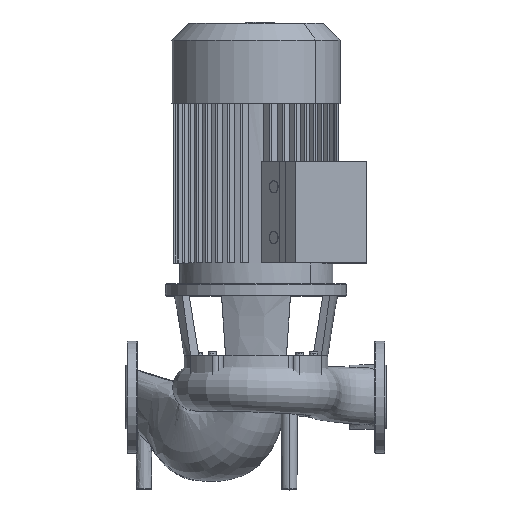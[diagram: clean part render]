
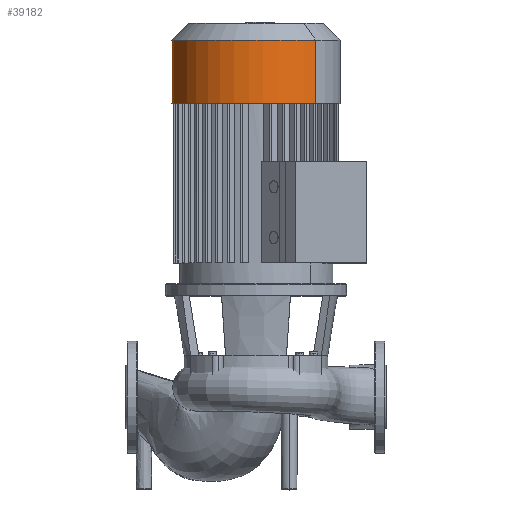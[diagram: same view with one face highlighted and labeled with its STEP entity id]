
A CAD part, top view. The second image highlights one B-rep face of the part: STEP entity #39182.
In plain terms, the highlighted cylindrical face has radius 139.5 mm (diameter 279 mm), a partial arc.
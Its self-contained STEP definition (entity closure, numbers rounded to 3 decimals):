
#33212=CARTESIAN_POINT('',(313.641,485.0,298.641));
#33213=VERTEX_POINT('',#33212);
#33214=CARTESIAN_POINT('',(313.641,589.1,298.641));
#33215=VERTEX_POINT('',#33214);
#33216=CARTESIAN_POINT('',(313.641,485.0,298.641));
#33217=DIRECTION('',(0.0,1.0,0.0));
#33218=VECTOR('',#33217,104.1);
#33219=LINE('',#33216,#33218);
#33220=EDGE_CURVE('',#33213,#33215,#33219,.T.);
#33222=CARTESIAN_POINT('',(116.359,485.0,101.359));
#33223=VERTEX_POINT('',#33222);
#33231=CARTESIAN_POINT('',(116.359,589.1,101.359));
#33232=VERTEX_POINT('',#33231);
#33233=CARTESIAN_POINT('',(116.359,485.0,101.359));
#33234=DIRECTION('',(0.0,1.0,0.0));
#33235=VECTOR('',#33234,104.1);
#33236=LINE('',#33233,#33235);
#33237=EDGE_CURVE('',#33223,#33232,#33236,.T.);
#37297=CARTESIAN_POINT('',(215.,485.0,200.0));
#37298=DIRECTION('',(0.0,1.0,0.0));
#37299=DIRECTION('',(0.707,0.0,0.707));
#37300=AXIS2_PLACEMENT_3D('',#37297,#37298,#37299);
#37301=CIRCLE('',#37300,139.5);
#37302=EDGE_CURVE('',#33223,#33213,#37301,.T.);
#39161=CARTESIAN_POINT('',(215.,589.1,200.0));
#39162=DIRECTION('',(0.0,1.0,0.0));
#39163=DIRECTION('',(0.707,0.0,0.707));
#39164=AXIS2_PLACEMENT_3D('',#39161,#39162,#39163);
#39165=CIRCLE('',#39164,139.5);
#39166=EDGE_CURVE('',#33232,#33215,#39165,.T.);
#39171=CARTESIAN_POINT('',(215.,617.0,200.0));
#39172=DIRECTION('',(0.0,-1.0,0.0));
#39173=DIRECTION('',(0.707,0.0,0.707));
#39174=AXIS2_PLACEMENT_3D('',#39171,#39172,#39173);
#39175=CYLINDRICAL_SURFACE('',#39174,139.5);
#39176=ORIENTED_EDGE('',*,*,#33220,.T.);
#39177=ORIENTED_EDGE('',*,*,#39166,.F.);
#39178=ORIENTED_EDGE('',*,*,#33237,.F.);
#39179=ORIENTED_EDGE('',*,*,#37302,.T.);
#39180=EDGE_LOOP('',(#39176,#39177,#39178,#39179));
#39181=FACE_OUTER_BOUND('',#39180,.T.);
#39182=ADVANCED_FACE('',(#39181),#39175,.T.);
